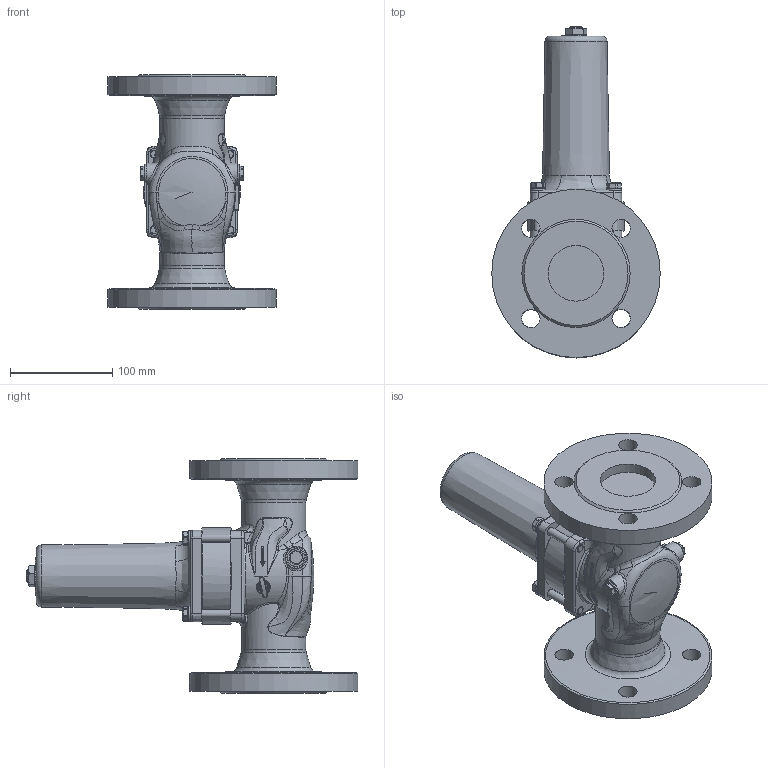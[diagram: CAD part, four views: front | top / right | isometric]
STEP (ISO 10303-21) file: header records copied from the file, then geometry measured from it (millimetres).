
FILE_DESCRIPTION(/* description */ (''),/* implementation_level */ '2;1');
FILE_NAME(/* name */ '082407.stp',/* time_stamp */ '2024-01-22T14:29:39+01:00',/* author */ ('gninka'),/* organization */ (''),/* preprocessor_version */ 'ST-DEVELOPER v19',/* originating_system */ 'Autodesk Inventor 2023',/* authorisation */ '');
FILE_SCHEMA (('AUTOMOTIVE_DESIGN { 1 0 10303 214 3 1 1 }','INTEGRATED_CNC_SCHEMA','AP242_MANAGED_MODEL_BASED_3D_ENGINEERING_MIM_LF { 1 0 10303 442 3 1 4 }'));
Products named in the file (1): 082407-56330.20240122_step
Bounding box: 165 x 325.07 x 230 mm (x, y, z)
Volume: 2403010.9 mm3; surface area: 209363.8 mm2
Topology: 1 solids, 1 shells, 727 faces, 1883 edges, 1177 vertices
Faces by surface type: bspline 261, plane 184, cylinder 180, cone 69, torus 31, sphere 2
Full cylindrical faces by diameter (mm): 3 x1, 8 x8, 8.5 x4, 10 x3, 12 x1, 18 x10, 20 x1, 54.5 x2, 63 x2, 95 x1, 165 x2
Entity records: 39507 total; most frequent: CARTESIAN_POINT 23653, ORIENTED_EDGE 3740, DIRECTION 2648, EDGE_CURVE 1870, VERTEX_POINT 1177, AXIS2_PLACEMENT_3D 1072, EDGE_LOOP 793, FACE_OUTER_BOUND 727
